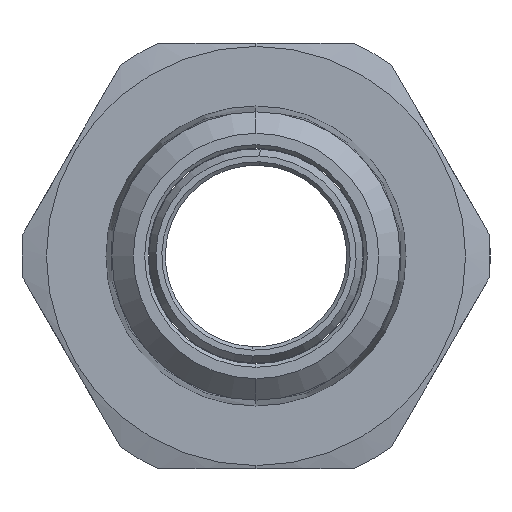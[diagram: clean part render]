
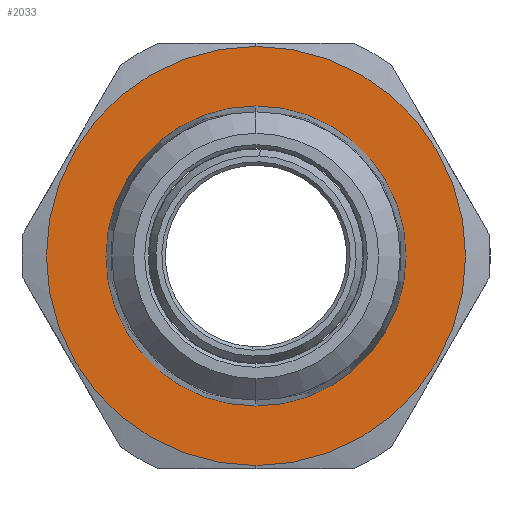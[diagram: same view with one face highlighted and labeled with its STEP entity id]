
A CAD part, left-side view. The second image highlights one B-rep face of the part: STEP entity #2033.
In plain terms, the highlighted planar face has unit normal (-1, 0, 0).
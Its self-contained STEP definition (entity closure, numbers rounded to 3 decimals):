
#17 = ORIENTED_EDGE ( 'NONE', *, *, #967, .F. ) ;
#97 = DIRECTION ( 'NONE',  ( 1., 0., 0. ) ) ;
#271 = CARTESIAN_POINT ( 'NONE',  ( 30.3, 0., -10.75 ) ) ;
#286 = CARTESIAN_POINT ( 'NONE',  ( 30.3, 0., 0. ) ) ;
#357 = CARTESIAN_POINT ( 'NONE',  ( 30.3, 0., 10.75 ) ) ;
#363 = CARTESIAN_POINT ( 'NONE',  ( 30.3, 10.75, 0. ) ) ;
#415 = EDGE_CURVE ( 'NONE', #2072, #3058, #1975, .T. ) ;
#426 = EDGE_LOOP ( 'NONE', ( #3385, #973 ) ) ;
#447 = DIRECTION ( 'NONE',  ( 0., 0., 1. ) ) ;
#489 = AXIS2_PLACEMENT_3D ( 'NONE', #1620, #1645, #3227 ) ;
#536 = DIRECTION ( 'NONE',  ( -1., 0., 0. ) ) ;
#600 = DIRECTION ( 'NONE',  ( 0., 0., -1. ) ) ;
#726 = EDGE_CURVE ( 'NONE', #3058, #2072, #826, .T. ) ;
#789 = CARTESIAN_POINT ( 'NONE',  ( 30.3, 0., 0. ) ) ;
#803 = AXIS2_PLACEMENT_3D ( 'NONE', #789, #536, #1591 ) ;
#826 = CIRCLE ( 'NONE', #2916, 10.75 ) ;
#967 = EDGE_CURVE ( 'NONE', #1371, #2812, #2509, .T. ) ;
#973 = ORIENTED_EDGE ( 'NONE', *, *, #726, .F. ) ;
#1371 = VERTEX_POINT ( 'NONE', #3213 ) ;
#1381 = EDGE_CURVE ( 'NONE', #2812, #1371, #3449, .T. ) ;
#1591 = DIRECTION ( 'NONE',  ( 0., 0., 1. ) ) ;
#1620 = CARTESIAN_POINT ( 'NONE',  ( 30.3, 0., 0. ) ) ;
#1645 = DIRECTION ( 'NONE',  ( 1., 0., 0. ) ) ;
#1743 = EDGE_LOOP ( 'NONE', ( #17, #2748 ) ) ;
#1799 = CARTESIAN_POINT ( 'NONE',  ( 30.3, 0., 0. ) ) ;
#1975 = CIRCLE ( 'NONE', #803, 10.75 ) ;
#2033 = ADVANCED_FACE ( 'NONE', ( #2802, #2081 ), #2546, .F. ) ;
#2072 = VERTEX_POINT ( 'NONE', #357 ) ;
#2077 = DIRECTION ( 'NONE',  ( -1., 0., 0. ) ) ;
#2081 = FACE_OUTER_BOUND ( 'NONE', #1743, .T. ) ;
#2413 = DIRECTION ( 'NONE',  ( 1., 0., 0. ) ) ;
#2509 = CIRCLE ( 'NONE', #489, 15.018 ) ;
#2546 = PLANE ( 'NONE',  #2889 ) ;
#2686 = DIRECTION ( 'NONE',  ( 0., 0., -1. ) ) ;
#2748 = ORIENTED_EDGE ( 'NONE', *, *, #1381, .F. ) ;
#2802 = FACE_BOUND ( 'NONE', #426, .T. ) ;
#2812 = VERTEX_POINT ( 'NONE', #2917 ) ;
#2889 = AXIS2_PLACEMENT_3D ( 'NONE', #363, #97, #600 ) ;
#2916 = AXIS2_PLACEMENT_3D ( 'NONE', #1799, #2077, #447 ) ;
#2917 = CARTESIAN_POINT ( 'NONE',  ( 30.3, 0., 15.018 ) ) ;
#3058 = VERTEX_POINT ( 'NONE', #271 ) ;
#3213 = CARTESIAN_POINT ( 'NONE',  ( 30.3, 0., -15.018 ) ) ;
#3227 = DIRECTION ( 'NONE',  ( 0., 0., -1. ) ) ;
#3353 = AXIS2_PLACEMENT_3D ( 'NONE', #286, #2413, #2686 ) ;
#3385 = ORIENTED_EDGE ( 'NONE', *, *, #415, .F. ) ;
#3449 = CIRCLE ( 'NONE', #3353, 15.018 ) ;
